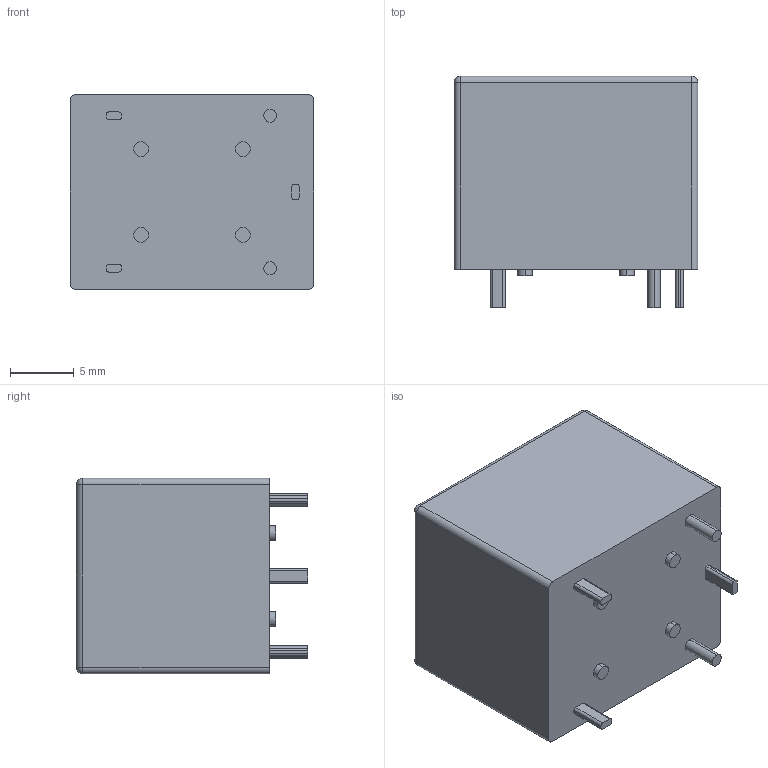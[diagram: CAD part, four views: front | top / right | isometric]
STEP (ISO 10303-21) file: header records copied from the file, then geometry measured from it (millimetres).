
FILE_DESCRIPTION (( 'STEP AP214' ), '1' );
FILE_NAME ('User Library-Relay RAS.STEP', '2019-11-04T08:04:31', ( '' ), ( '' ), 'SwSTEP 2.0', 'SolidWorks 2019', '' );
FILE_SCHEMA (( 'AUTOMOTIVE_DESIGN' ));
Length unit declared in the file: millimetre
Products named in the file (1): User Library-Relay RAS
Bounding box: 19.2 x 18.2 x 15.4 mm (x, y, z)
Volume: 4499.2 mm3; surface area: 1672.9 mm2
Topology: 1 solids, 1 shells, 69 faces, 160 edges, 100 vertices
Faces by surface type: cylinder 36, plane 29, sphere 4
Entity records: 2244 total; most frequent: DIRECTION 368, CARTESIAN_POINT 326, ORIENTED_EDGE 312, EDGE_CURVE 156, AXIS2_PLACEMENT_3D 142, VERTEX_POINT 100, LINE 84, VECTOR 84
